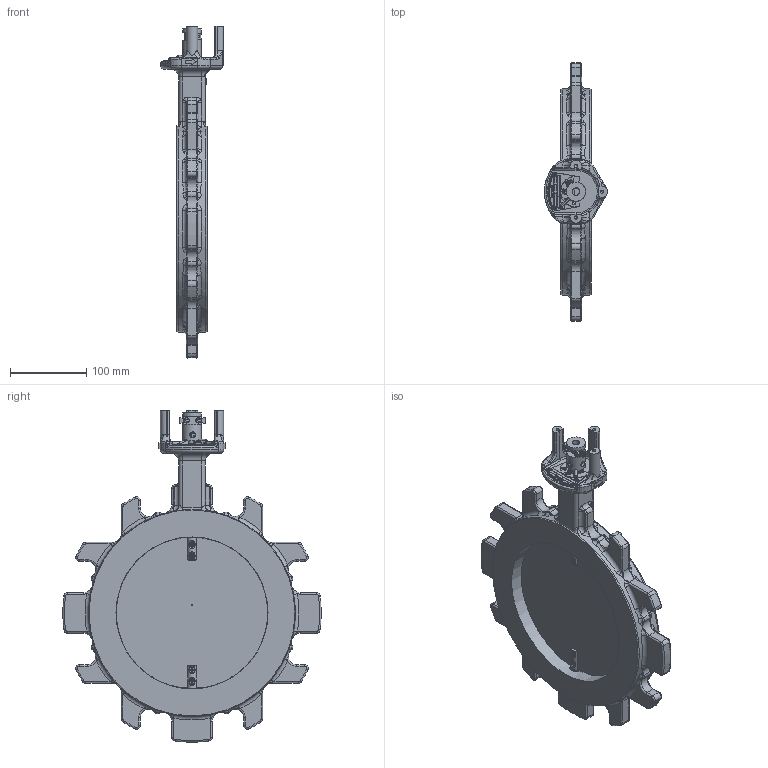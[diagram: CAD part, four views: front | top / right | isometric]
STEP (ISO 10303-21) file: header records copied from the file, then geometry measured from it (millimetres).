
FILE_DESCRIPTION(/* description */ (''),/* implementation_level */ '2;1');
FILE_NAME(/* name */ 'VKF10.200.stp',/* time_stamp */ '2018-02-01T12:15:03+01:00',/* author */ (''),/* organization */ (''),/* preprocessor_version */ 'ST-DEVELOPER v16',/* originating_system */ 'SIEMENS PLM Software NX 10.0',/* authorisation */ '');
FILE_SCHEMA (('AUTOMOTIVE_DESIGN { 1 0 10303 214 3 1 1 1 }'));
Products named in the file (1): Gant22AC43EDgmff
Bounding box: 83.06 x 339.67 x 436.84 mm (x, y, z)
Volume: 1641793.5 mm3; surface area: 275038.8 mm2
Topology: 28 solids, 28 shells, 1809 faces, 4639 edges, 2946 vertices
Faces by surface type: torus 667, plane 420, cylinder 387, bspline 247, cone 45, extrusion 39, sphere 4
Full cylindrical faces by diameter (mm): 1.5 x1, 2 x8, 3.3 x6, 3.324 x4, 3.838 x4, 4 x6, 4.1 x2, 4.2 x3, 4.5 x4, 5 x2, 5.6 x4, 5.8 x4, 7 x3, 7.5 x4, 8 x2, 10 x2, 12 x5, 12.1 x4, 14.5 x1, 15.95 x3, 16 x2, 16.5 x4, 16.6 x1, 20 x2, 21 x1, 25 x2, 200 x1
Entity records: 63505 total; most frequent: CARTESIAN_POINT 23191, ORIENTED_EDGE 7902, DIRECTION 7701, EDGE_CURVE 3951, AXIS2_PLACEMENT_3D 3377, VERTEX_POINT 2864, EDGE_LOOP 2541, ADVANCED_FACE 1809
